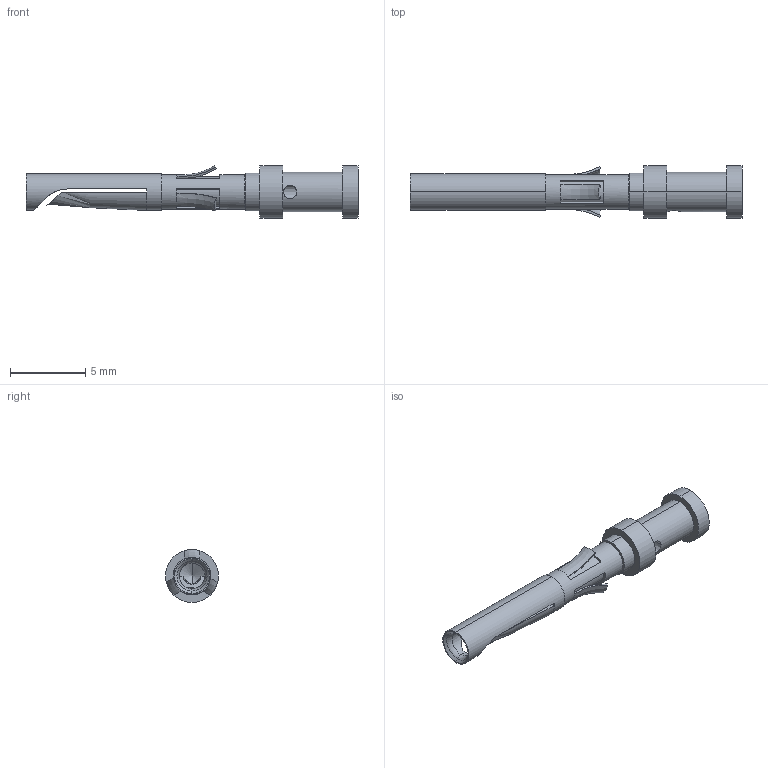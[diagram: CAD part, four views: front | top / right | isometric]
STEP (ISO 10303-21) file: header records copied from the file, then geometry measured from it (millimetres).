
FILE_DESCRIPTION((''),'2;1');
FILE_NAME('3D_1010171200302_ZCDSF-0_37_V1_','2017-03-30T',('tl.yang'),(''),'PRO/ENGINEER BY PARAMETRIC TECHNOLOGY CORPORATION, 2011500','PRO/ENGINEER BY PARAMETRIC TECHNOLOGY CORPORATION, 2011500','');
FILE_SCHEMA(('CONFIG_CONTROL_DESIGN'));
Length unit declared in the file: millimetre
Products named in the file (1): 3D_1010171200302_ZCDSF-0_37_V1_
Bounding box: 22 x 3.5 x 3.5 mm (x, y, z)
Volume: 84.5 mm3; surface area: 288.5 mm2
Topology: 1 solids, 1 shells, 86 faces, 224 edges, 143 vertices
Faces by surface type: plane 36, cylinder 26, bspline 12, cone 8, torus 4
Entity records: 3667 total; most frequent: CARTESIAN_POINT 1552, ORIENTED_EDGE 440, DIRECTION 428, EDGE_CURVE 220, AXIS2_PLACEMENT_3D 170, VERTEX_POINT 143, EDGE_LOOP 97, CIRCLE 96
